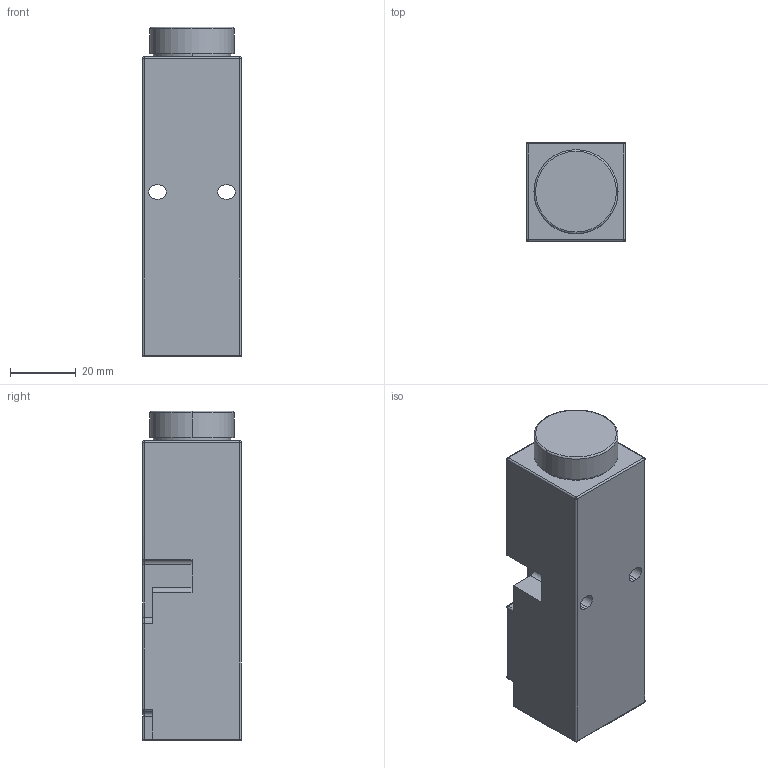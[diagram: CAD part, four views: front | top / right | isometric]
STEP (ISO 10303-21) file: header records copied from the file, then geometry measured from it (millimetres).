
FILE_DESCRIPTION((''),'2;1');
FILE_NAME('M1K_F400206B','2006-10-19T',('Pepperl+Fuchs'),('IndustrieHansa'),'PRO/ENGINEER BY PARAMETRIC TECHNOLOGY CORPORATION, 2006200','PRO/ENGINEER BY PARAMETRIC TECHNOLOGY CORPORATION, 2006200','');
FILE_SCHEMA(('AUTOMOTIVE_DESIGN_CC2 { 1 2 10303 214 -1 1 5 2 }'));
Length unit declared in the file: millimetre
Products named in the file (1): M1K_F400206B
Bounding box: 30 x 30 x 100 mm (x, y, z)
Volume: 80565.8 mm3; surface area: 14716 mm2
Topology: 1 solids, 1 shells, 102 faces, 250 edges, 165 vertices
Faces by surface type: cylinder 50, plane 31, sphere 13, torus 8
Entity records: 3840 total; most frequent: DIRECTION 563, CARTESIAN_POINT 502, ORIENTED_EDGE 474, PRESENTATION_STYLE_ASSIGNMENT 262, STYLED_ITEM 262, CURVE_STYLE 253, EDGE_CURVE 237, AXIS2_PLACEMENT_3D 211
